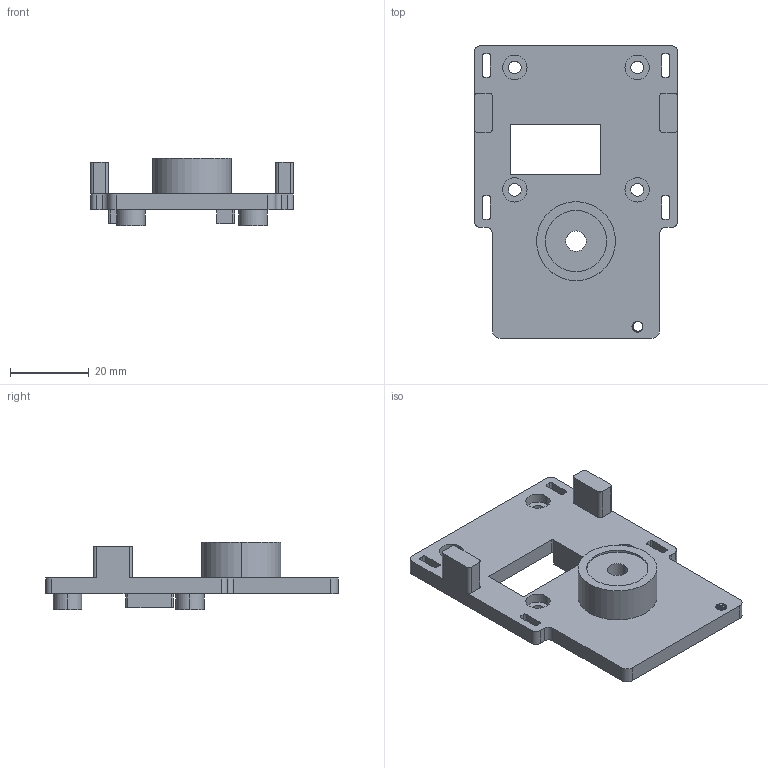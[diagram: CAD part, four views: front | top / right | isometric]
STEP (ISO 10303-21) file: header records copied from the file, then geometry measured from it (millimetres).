
FILE_DESCRIPTION (( 'STEP AP203' ), '1' );
FILE_NAME ('DSH2_Backplate.STEP', '2021-08-22T20:21:59', ( '' ), ( '' ), 'SwSTEP 2.0', 'SolidWorks 2020', '' );
FILE_SCHEMA (( 'CONFIG_CONTROL_DESIGN' ));
Length unit declared in the file: millimetre
Products named in the file (1): DSH2_Backplate
Bounding box: 51.4 x 74.08 x 17 mm (x, y, z)
Volume: 16149.6 mm3; surface area: 10410.6 mm2
Topology: 1 solids, 1 shells, 226 faces, 625 edges, 415 vertices
Faces by surface type: cylinder 148, plane 66, bspline 12
Entity records: 13372 total; most frequent: CARTESIAN_POINT 7831, ORIENTED_EDGE 1250, DIRECTION 1046, EDGE_CURVE 625, VERTEX_POINT 415, AXIS2_PLACEMENT_3D 378, VECTOR 290, LINE 290
